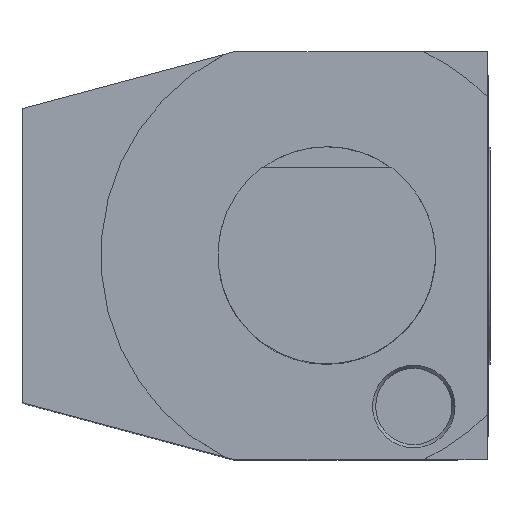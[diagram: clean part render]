
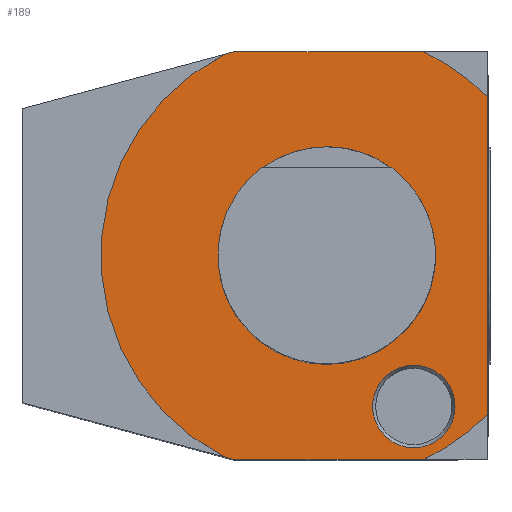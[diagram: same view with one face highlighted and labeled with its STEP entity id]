
A CAD part, top view. The second image highlights one B-rep face of the part: STEP entity #189.
In plain terms, the highlighted planar face has unit normal (0, 0, 1).
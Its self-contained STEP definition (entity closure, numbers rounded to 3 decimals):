
#86=LINE('',#1011,#140);
#87=LINE('',#1016,#141);
#88=LINE('',#1018,#142);
#89=LINE('',#1022,#143);
#90=LINE('',#1026,#144);
#140=VECTOR('',#808,1.);
#141=VECTOR('',#811,1.);
#142=VECTOR('',#812,1.);
#143=VECTOR('',#815,1.);
#144=VECTOR('',#818,1.);
#189=ADVANCED_FACE('',(#254,#255,#256),#228,.F.);
#228=PLANE('',#710);
#254=FACE_BOUND('',#275,.T.);
#255=FACE_BOUND('',#276,.T.);
#256=FACE_BOUND('',#277,.T.);
#275=EDGE_LOOP('',(#339));
#276=EDGE_LOOP('',(#340,#341,#342,#343,#344,#345,#346,#347));
#277=EDGE_LOOP('',(#348));
#339=ORIENTED_EDGE('',*,*,#571,.F.);
#340=ORIENTED_EDGE('',*,*,#572,.F.);
#341=ORIENTED_EDGE('',*,*,#573,.T.);
#342=ORIENTED_EDGE('',*,*,#574,.T.);
#343=ORIENTED_EDGE('',*,*,#575,.F.);
#344=ORIENTED_EDGE('',*,*,#576,.T.);
#345=ORIENTED_EDGE('',*,*,#577,.T.);
#346=ORIENTED_EDGE('',*,*,#578,.T.);
#347=ORIENTED_EDGE('',*,*,#579,.T.);
#348=ORIENTED_EDGE('',*,*,#580,.T.);
#511=VERTEX_POINT('',#1010);
#512=VERTEX_POINT('',#1012);
#513=VERTEX_POINT('',#1013);
#514=VERTEX_POINT('',#1015);
#515=VERTEX_POINT('',#1017);
#516=VERTEX_POINT('',#1019);
#517=VERTEX_POINT('',#1021);
#518=VERTEX_POINT('',#1023);
#519=VERTEX_POINT('',#1025);
#520=VERTEX_POINT('',#1028);
#571=EDGE_CURVE('',#511,#511,#649,.T.);
#572=EDGE_CURVE('',#512,#513,#86,.T.);
#573=EDGE_CURVE('',#512,#514,#650,.T.);
#574=EDGE_CURVE('',#514,#515,#87,.T.);
#575=EDGE_CURVE('',#516,#515,#88,.T.);
#576=EDGE_CURVE('',#516,#517,#651,.T.);
#577=EDGE_CURVE('',#517,#518,#89,.T.);
#578=EDGE_CURVE('',#518,#519,#652,.T.);
#579=EDGE_CURVE('',#519,#513,#90,.T.);
#580=EDGE_CURVE('',#520,#520,#653,.T.);
#649=CIRCLE('',#705,7.584);
#650=CIRCLE('',#706,41.5);
#651=CIRCLE('',#707,41.5);
#652=CIRCLE('',#708,41.5);
#653=CIRCLE('',#709,19.996);
#705=AXIS2_PLACEMENT_3D('',#1009,#806,#807);
#706=AXIS2_PLACEMENT_3D('',#1014,#809,#810);
#707=AXIS2_PLACEMENT_3D('',#1020,#813,#814);
#708=AXIS2_PLACEMENT_3D('',#1024,#816,#817);
#709=AXIS2_PLACEMENT_3D('',#1027,#819,#820);
#710=AXIS2_PLACEMENT_3D('',#1029,#821,#822);
#806=DIRECTION('',(0.,0.,1.));
#807=DIRECTION('',(1.,0.,0.));
#808=DIRECTION('',(0.966,0.259,0.));
#809=DIRECTION('',(0.,0.,1.));
#810=DIRECTION('',(0.,1.,0.));
#811=DIRECTION('',(0.966,-0.259,0.));
#812=DIRECTION('',(-1.,0.,0.));
#813=DIRECTION('',(0.,0.,1.));
#814=DIRECTION('',(0.,1.,0.));
#815=DIRECTION('',(0.,1.,0.));
#816=DIRECTION('',(0.,0.,1.));
#817=DIRECTION('',(0.,1.,0.));
#818=DIRECTION('',(-1.,0.,0.));
#819=DIRECTION('',(0.,0.,-1.));
#820=DIRECTION('',(0.,-1.,0.));
#821=DIRECTION('',(0.,0.,-1.));
#822=DIRECTION('',(0.,1.,0.));
#1009=CARTESIAN_POINT('',(16.,-27.713,0.));
#1010=CARTESIAN_POINT('',(23.584,-27.713,0.));
#1011=CARTESIAN_POINT('',(-0.133,41.997,0.));
#1012=CARTESIAN_POINT('',(-18.811,36.992,0.));
#1013=CARTESIAN_POINT('',(-16.914,37.5,0.));
#1014=CARTESIAN_POINT('',(0.,0.,0.));
#1015=CARTESIAN_POINT('',(-18.811,-36.992,0.));
#1016=CARTESIAN_POINT('',(-20.883,-36.437,0.));
#1017=CARTESIAN_POINT('',(-16.914,-37.5,0.));
#1018=CARTESIAN_POINT('',(0.,-37.5,0.));
#1019=CARTESIAN_POINT('',(17.776,-37.5,0.));
#1020=CARTESIAN_POINT('',(0.,0.,0.));
#1021=CARTESIAN_POINT('',(29.5,-29.189,0.));
#1022=CARTESIAN_POINT('',(29.5,41.5,0.));
#1023=CARTESIAN_POINT('',(29.5,29.189,0.));
#1024=CARTESIAN_POINT('',(0.,0.,0.));
#1025=CARTESIAN_POINT('',(17.776,37.5,0.));
#1026=CARTESIAN_POINT('',(0.,37.5,0.));
#1027=CARTESIAN_POINT('',(0.,0.,0.));
#1028=CARTESIAN_POINT('',(0.,-19.996,0.));
#1029=CARTESIAN_POINT('',(0.,41.5,0.));
